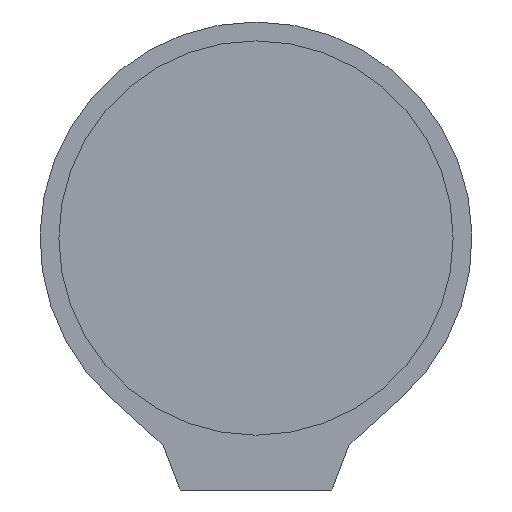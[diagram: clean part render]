
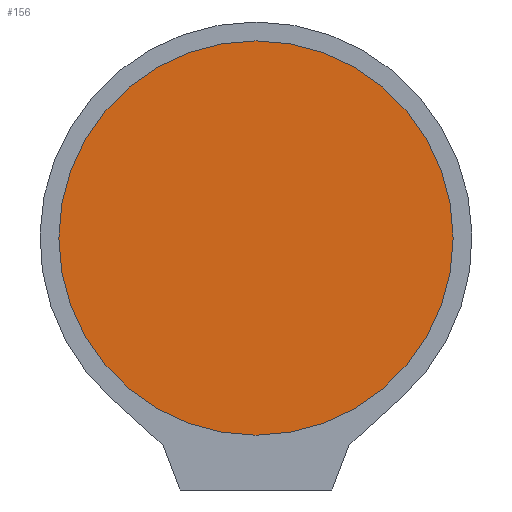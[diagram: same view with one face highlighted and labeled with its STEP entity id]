
A CAD part, front view. The second image highlights one B-rep face of the part: STEP entity #156.
In plain terms, the highlighted planar face has unit normal (0, -1, 0).
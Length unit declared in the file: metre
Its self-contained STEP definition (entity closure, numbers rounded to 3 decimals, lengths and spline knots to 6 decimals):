
#46=ORIENTED_EDGE('',*,*,#86,.T.);
#86=EDGE_CURVE('',#106,#106,#120,.T.);
#106=VERTEX_POINT('',#242);
#120=CIRCLE('',#180,0.0162);
#124=EDGE_LOOP('',(#46));
#136=FACE_BOUND('',#124,.T.);
#148=PLANE('',#179);
#156=ADVANCED_FACE('',(#136),#148,.T.);
#179=AXIS2_PLACEMENT_3D('',#240,#195,#196);
#180=AXIS2_PLACEMENT_3D('',#241,#197,#198);
#195=DIRECTION('',(0.,-1.,0.));
#196=DIRECTION('',(1.,0.,0.));
#197=DIRECTION('',(0.,-1.,0.));
#198=DIRECTION('',(1.,0.,0.));
#240=CARTESIAN_POINT('',(0.027588,0.,0.));
#241=CARTESIAN_POINT('',(0.,0.,0.));
#242=CARTESIAN_POINT('',(0.0162,0.,0.));
